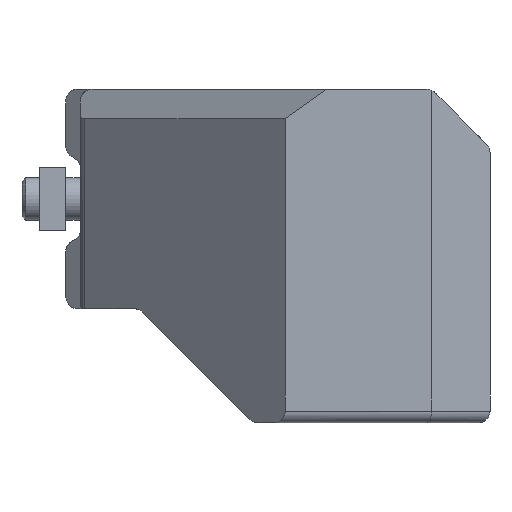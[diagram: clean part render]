
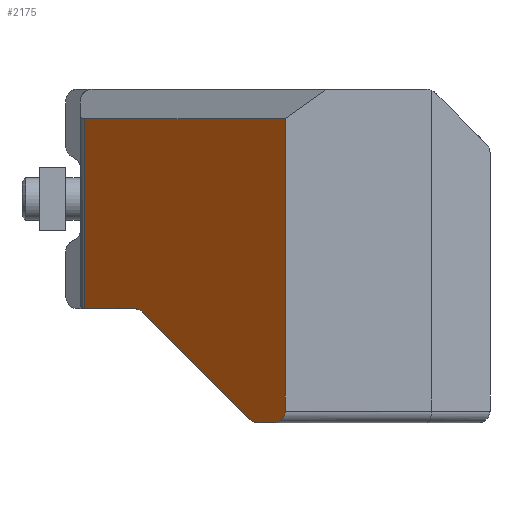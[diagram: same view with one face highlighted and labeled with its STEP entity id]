
A CAD part, front view. The second image highlights one B-rep face of the part: STEP entity #2175.
In plain terms, the highlighted planar face has unit normal (-0.707, -0.707, 0).
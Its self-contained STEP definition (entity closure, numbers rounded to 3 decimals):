
#39=ELLIPSE('',#2392,1.131,0.8);
#40=ELLIPSE('',#2393,1.131,0.8);
#41=ELLIPSE('',#2394,1.131,0.8);
#176=PLANE('',#2391);
#266=FACE_OUTER_BOUND('',#408,.T.);
#408=EDGE_LOOP('',(#1739,#1740,#1741,#1742,#1743,#1744,#1745,#1746,#1747));
#564=LINE('',#3430,#778);
#581=LINE('',#3472,#795);
#592=LINE('',#3496,#806);
#610=LINE('',#3567,#824);
#611=LINE('',#3571,#825);
#612=LINE('',#3574,#826);
#778=VECTOR('',#2724,10.);
#795=VECTOR('',#2757,10.);
#806=VECTOR('',#2772,10.);
#824=VECTOR('',#2850,10.);
#825=VECTOR('',#2853,10.);
#826=VECTOR('',#2856,10.);
#1047=VERTEX_POINT('',#3427);
#1048=VERTEX_POINT('',#3429);
#1065=VERTEX_POINT('',#3470);
#1076=VERTEX_POINT('',#3494);
#1098=VERTEX_POINT('',#3564);
#1099=VERTEX_POINT('',#3566);
#1100=VERTEX_POINT('',#3568);
#1101=VERTEX_POINT('',#3570);
#1102=VERTEX_POINT('',#3572);
#1263=EDGE_CURVE('',#1047,#1048,#564,.T.);
#1285=EDGE_CURVE('',#1065,#1047,#581,.T.);
#1297=EDGE_CURVE('',#1065,#1076,#592,.T.);
#1331=EDGE_CURVE('',#1098,#1076,#39,.T.);
#1332=EDGE_CURVE('',#1098,#1099,#610,.T.);
#1333=EDGE_CURVE('',#1100,#1099,#40,.T.);
#1334=EDGE_CURVE('',#1100,#1101,#611,.T.);
#1335=EDGE_CURVE('',#1102,#1101,#41,.T.);
#1336=EDGE_CURVE('',#1102,#1048,#612,.T.);
#1739=ORIENTED_EDGE('',*,*,#1263,.F.);
#1740=ORIENTED_EDGE('',*,*,#1285,.F.);
#1741=ORIENTED_EDGE('',*,*,#1297,.T.);
#1742=ORIENTED_EDGE('',*,*,#1331,.F.);
#1743=ORIENTED_EDGE('',*,*,#1332,.T.);
#1744=ORIENTED_EDGE('',*,*,#1333,.F.);
#1745=ORIENTED_EDGE('',*,*,#1334,.T.);
#1746=ORIENTED_EDGE('',*,*,#1335,.F.);
#1747=ORIENTED_EDGE('',*,*,#1336,.T.);
#2175=ADVANCED_FACE('',(#266),#176,.T.);
#2391=AXIS2_PLACEMENT_3D('',#3563,#2846,#2847);
#2392=AXIS2_PLACEMENT_3D('',#3565,#2848,#2849);
#2393=AXIS2_PLACEMENT_3D('',#3569,#2851,#2852);
#2394=AXIS2_PLACEMENT_3D('',#3573,#2854,#2855);
#2724=DIRECTION('',(0.707,-0.707,0.));
#2757=DIRECTION('',(0.,0.,1.));
#2772=DIRECTION('',(0.707,-0.707,0.));
#2846=DIRECTION('center_axis',(-0.707,-0.707,0.));
#2847=DIRECTION('ref_axis',(0.,0.,1.));
#2848=DIRECTION('center_axis',(-0.707,-0.707,0.));
#2849=DIRECTION('ref_axis',(0.707,-0.707,0.));
#2850=DIRECTION('',(0.577,-0.577,-0.577));
#2851=DIRECTION('center_axis',(0.707,0.707,0.));
#2852=DIRECTION('ref_axis',(-0.707,0.707,0.));
#2853=DIRECTION('',(0.707,-0.707,0.));
#2854=DIRECTION('center_axis',(0.707,0.707,0.));
#2855=DIRECTION('ref_axis',(0.707,-0.707,0.));
#2856=DIRECTION('',(0.,0.,1.));
#3427=CARTESIAN_POINT('',(-19.207,3.707,1.8));
#3429=CARTESIAN_POINT('',(-5.5,-10.,1.8));
#3430=CARTESIAN_POINT('',(-10.938,-4.563,1.8));
#3470=CARTESIAN_POINT('',(-19.207,3.707,-11.2));
#3472=CARTESIAN_POINT('',(-19.207,3.707,0.));
#3494=CARTESIAN_POINT('',(-15.831,0.331,-11.2));
#3496=CARTESIAN_POINT('',(-15.375,-0.125,-11.2));
#3563=CARTESIAN_POINT('Origin',(-12.5,-3.,0.));
#3564=CARTESIAN_POINT('',(-15.266,-0.234,-11.434));
#3565=CARTESIAN_POINT('Origin',(-15.831,0.331,-12.));
#3566=CARTESIAN_POINT('',(-7.934,-7.566,-18.766));
#3567=CARTESIAN_POINT('',(-14.683,-0.817,-12.017));
#3568=CARTESIAN_POINT('',(-7.369,-8.131,-19.));
#3569=CARTESIAN_POINT('Origin',(-7.369,-8.131,-18.2));
#3570=CARTESIAN_POINT('',(-6.3,-9.2,-19.));
#3571=CARTESIAN_POINT('',(-10.813,-4.688,-19.));
#3572=CARTESIAN_POINT('',(-5.5,-10.,-18.2));
#3573=CARTESIAN_POINT('Origin',(-6.3,-9.2,-18.2));
#3574=CARTESIAN_POINT('',(-5.5,-10.,0.));
